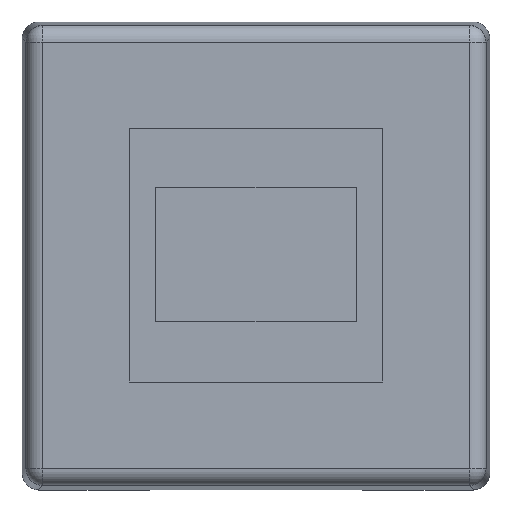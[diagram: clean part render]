
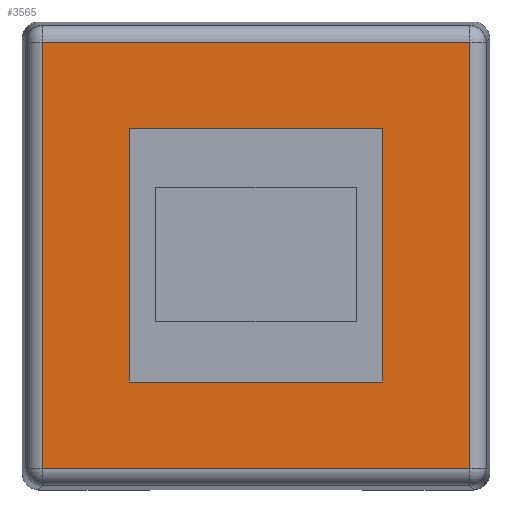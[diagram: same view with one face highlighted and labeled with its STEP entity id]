
A CAD part, top view. The second image highlights one B-rep face of the part: STEP entity #3565.
In plain terms, the highlighted planar face has unit normal (0, 0, 1).
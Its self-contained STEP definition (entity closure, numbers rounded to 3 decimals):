
#3565 = ADVANCED_FACE('',(#3566),#3600,.T.);
#3566 = FACE_BOUND('',#3567,.T.);
#3567 = EDGE_LOOP('',(#3568,#3578,#3586,#3594));
#3568 = ORIENTED_EDGE('',*,*,#3569,.T.);
#3569 = EDGE_CURVE('',#3570,#3572,#3574,.T.);
#3570 = VERTEX_POINT('',#3571);
#3571 = CARTESIAN_POINT('',(-3.193,3.193,7.));
#3572 = VERTEX_POINT('',#3573);
#3573 = CARTESIAN_POINT('',(-3.193,-3.193,7.));
#3574 = LINE('',#3575,#3576);
#3575 = CARTESIAN_POINT('',(-3.193,-3.189,7.));
#3576 = VECTOR('',#3577,1.);
#3577 = DIRECTION('',(-0.,-1.,0.));
#3578 = ORIENTED_EDGE('',*,*,#3579,.T.);
#3579 = EDGE_CURVE('',#3572,#3580,#3582,.T.);
#3580 = VERTEX_POINT('',#3581);
#3581 = CARTESIAN_POINT('',(3.193,-3.193,7.));
#3582 = LINE('',#3583,#3584);
#3583 = CARTESIAN_POINT('',(3.189,-3.193,7.));
#3584 = VECTOR('',#3585,1.);
#3585 = DIRECTION('',(1.,-0.,-0.));
#3586 = ORIENTED_EDGE('',*,*,#3587,.T.);
#3587 = EDGE_CURVE('',#3580,#3588,#3590,.T.);
#3588 = VERTEX_POINT('',#3589);
#3589 = CARTESIAN_POINT('',(3.193,3.193,7.));
#3590 = LINE('',#3591,#3592);
#3591 = CARTESIAN_POINT('',(3.193,3.189,7.));
#3592 = VECTOR('',#3593,1.);
#3593 = DIRECTION('',(-0.,1.,-0.));
#3594 = ORIENTED_EDGE('',*,*,#3595,.T.);
#3595 = EDGE_CURVE('',#3588,#3570,#3596,.T.);
#3596 = LINE('',#3597,#3598);
#3597 = CARTESIAN_POINT('',(-3.189,3.193,7.));
#3598 = VECTOR('',#3599,1.);
#3599 = DIRECTION('',(-1.,0.,-0.));
#3600 = PLANE('',#3601);
#3601 = AXIS2_PLACEMENT_3D('',#3602,#3603,#3604);
#3602 = CARTESIAN_POINT('',(0.,0.,7.));
#3603 = DIRECTION('',(-0.,0.,1.));
#3604 = DIRECTION('',(1.,0.,0.));
